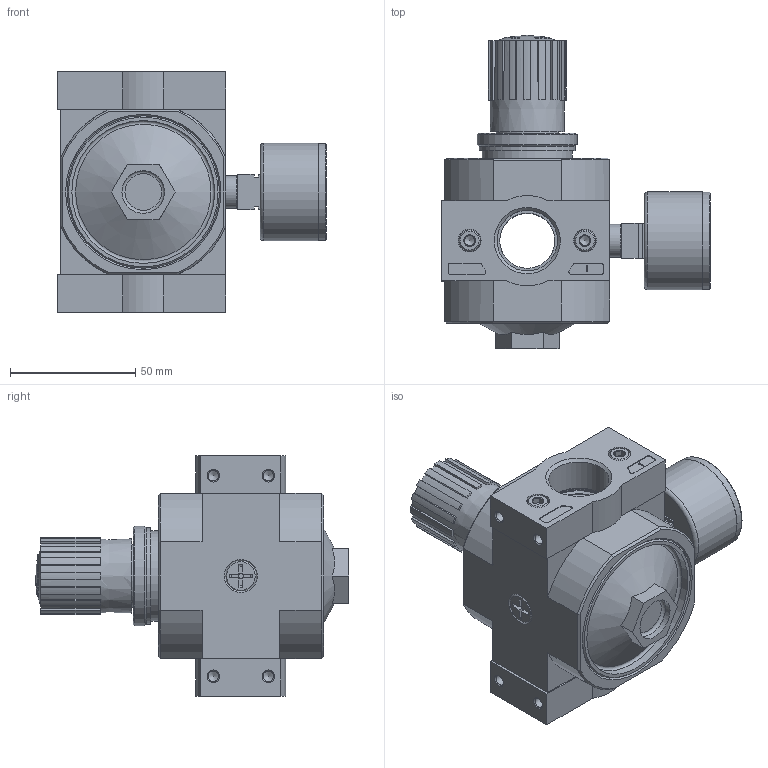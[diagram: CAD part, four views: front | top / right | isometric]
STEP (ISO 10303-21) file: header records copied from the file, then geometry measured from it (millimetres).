
FILE_DESCRIPTION(/* description */ ('STEP AP214'),/* implementation_level */ '2;1');
FILE_NAME(/* name */ '162588_LR-3_4-D-7-MAXI',/* time_stamp */ '2024-09-02T16:28:38+02:00',/* author */ ('License CC BY-ND 4.0'),/* organization */ ('CADENAS'),/* preprocessor_version */ 'ST-DEVELOPER v19.3',/* originating_system */ 'PARTsolutions',/* authorisation */ ' ');
FILE_SCHEMA (('AUTOMOTIVE_DESIGN {1 0 10303 214 3 1 1}'));
Length unit declared in the file: millimetre
Products named in the file (8): 162588 LR-3/4-D-7-MAXI-(0); 127314 LR-D-7-MAXI--(0); 398011 LRVS-D-MINI; 380311 PBL-3/4-D-MAXI-R---(0) p1; DIN-912 - M5x20(F); 380309 PBL-3/4-D-MAXI-L---(1) p1; 8003638 PAGN-40-10-G14; 125696 LR/LFR-D-MAXI
Assembly tree (10 placements, depth 2):
  162588 LR-3/4-D-7-MAXI-(0)
    127314 LR-D-7-MAXI--(0)
    398011 LRVS-D-MINI
    380311 PBL-3/4-D-MAXI-R---(0) p1
    DIN-912 - M5x20(F)  x4
    380309 PBL-3/4-D-MAXI-L---(1) p1
    8003638 PAGN-40-10-G14
    125696 LR/LFR-D-MAXI
Bounding box: 107.1 x 125 x 96 mm (x, y, z)
Volume: 361694.5 mm3; surface area: 67003 mm2
Topology: 10 solids, 10 shells, 491 faces, 1167 edges, 733 vertices
Faces by surface type: plane 269, cylinder 102, cone 100, torus 15, sphere 5
Full cylindrical faces by diameter (mm): 2 x1, 4.134 x8, 4.2 x1, 5 x4, 8.5 x4, 8.7 x1, 9.5 x1, 11 x1, 11.445 x2, 13.157 x2, 17 x1, 22 x1, 24.117 x2, 24.9 x1, 26.9 x1, 30 x2, 34.16 x1, 34.376 x1, 36 x1, 38.5 x1, 38.7 x1, 39 x1, 39.8 x1, 57 x1
Entity records: 13244 total; most frequent: CARTESIAN_POINT 2173, DIRECTION 2044, ORIENTED_EDGE 1766, EDGE_CURVE 883, AXIS2_PLACEMENT_3D 805, VERTEX_POINT 638, FACE_BOUND 577, EDGE_LOOP 568
